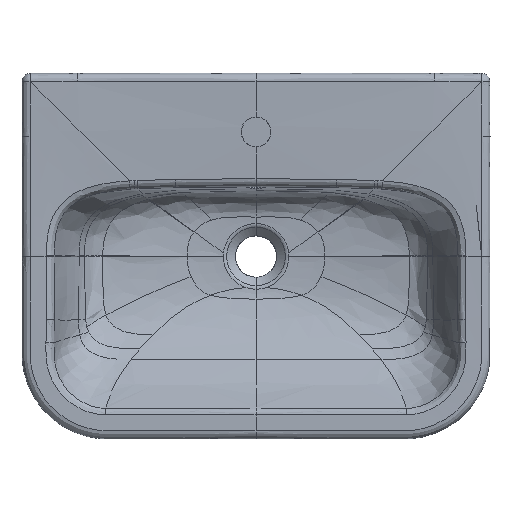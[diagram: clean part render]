
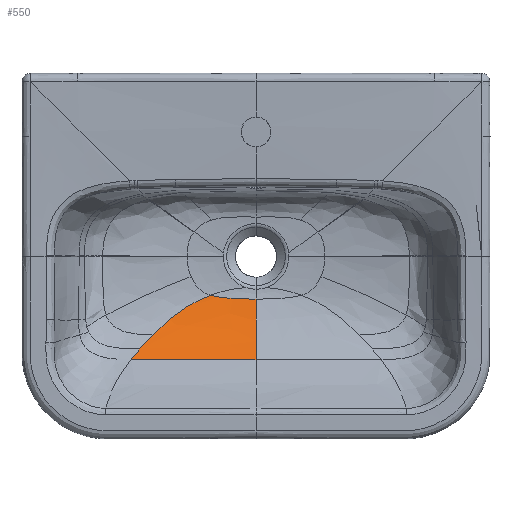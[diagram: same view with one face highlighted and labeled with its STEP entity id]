
A CAD part, top view. The second image highlights one B-rep face of the part: STEP entity #550.
In plain terms, the highlighted free-form (B-spline) face has degree [3, 3] with [8, 7] control points.
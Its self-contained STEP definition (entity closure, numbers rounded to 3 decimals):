
#550=ADVANCED_FACE('',(#1070),#814,.F.);
#814=B_SPLINE_SURFACE_WITH_KNOTS('',3,3,((#23085,#23086,#23087,#23088,#23089,
#23090,#23091),(#23092,#23093,#23094,#23095,#23096,#23097,#23098),(#23099,
#23100,#23101,#23102,#23103,#23104,#23105),(#23106,#23107,#23108,#23109,
#23110,#23111,#23112),(#23113,#23114,#23115,#23116,#23117,#23118,#23119),
(#23120,#23121,#23122,#23123,#23124,#23125,#23126),(#23127,#23128,#23129,
#23130,#23131,#23132,#23133),(#23134,#23135,#23136,#23137,#23138,#23139,
#23140)),.UNSPECIFIED.,.F.,.F.,.F.,(4,1,1,1,1,4),(4,3,4),(0.,0.255,
0.509,0.764,0.891,1.),(0.,0.99,
1.),.UNSPECIFIED.);
#1070=FACE_OUTER_BOUND('',#1412,.T.);
#1412=EDGE_LOOP('',(#2449,#2450,#2451,#2452,#2453,#2454));
#2449=ORIENTED_EDGE('',*,*,#4322,.F.);
#2450=ORIENTED_EDGE('',*,*,#4315,.F.);
#2451=ORIENTED_EDGE('',*,*,#4313,.F.);
#2452=ORIENTED_EDGE('',*,*,#4319,.F.);
#2453=ORIENTED_EDGE('',*,*,#4323,.T.);
#2454=ORIENTED_EDGE('',*,*,#4324,.T.);
#3634=VERTEX_POINT('',#22339);
#3636=VERTEX_POINT('',#22758);
#3637=VERTEX_POINT('',#22872);
#3640=VERTEX_POINT('',#22942);
#3642=VERTEX_POINT('',#23071);
#3643=VERTEX_POINT('',#23076);
#4313=EDGE_CURVE('',#3636,#3634,#5077,.T.);
#4315=EDGE_CURVE('',#3634,#3637,#5079,.T.);
#4319=EDGE_CURVE('',#3640,#3636,#5083,.T.);
#4322=EDGE_CURVE('',#3637,#3642,#5086,.T.);
#4323=EDGE_CURVE('',#3640,#3643,#5087,.T.);
#4324=EDGE_CURVE('',#3643,#3642,#5088,.T.);
#5077=B_SPLINE_CURVE_WITH_KNOTS('',3,(#22759,#22760,#22761,#22762,#22763,
#22764,#22765,#22766,#22767),.UNSPECIFIED.,.F.,.F.,(4,1,1,1,1,1,4),(0.,
0.25,0.5,0.625,0.75,
0.875,1.),.UNSPECIFIED.);
#5079=B_SPLINE_CURVE_WITH_KNOTS('',3,(#22873,#22874,#22875,#22876,#22877,
#22878,#22879,#22880),.UNSPECIFIED.,.F.,.F.,(4,1,1,1,1,4),(0.,0.109,
0.236,0.491,0.745,1.),.UNSPECIFIED.);
#5083=B_SPLINE_CURVE_WITH_KNOTS('',3,(#22943,#22944,#22945,#22946,#22947,
#22948,#22949),.UNSPECIFIED.,.F.,.F.,(4,1,1,1,4),(0.,0.25,
0.5,0.75,1.),.UNSPECIFIED.);
#5086=B_SPLINE_CURVE_WITH_KNOTS('',3,(#23067,#23068,#23069,#23070),
 .UNSPECIFIED.,.F.,.F.,(4,4),(0.,1.),.UNSPECIFIED.);
#5087=B_SPLINE_CURVE_WITH_KNOTS('',3,(#23072,#23073,#23074,#23075),
 .UNSPECIFIED.,.F.,.F.,(4,4),(0.,1.),.UNSPECIFIED.);
#5088=B_SPLINE_CURVE_WITH_KNOTS('',3,(#23077,#23078,#23079,#23080,#23081,
#23082,#23083,#23084),.UNSPECIFIED.,.F.,.F.,(4,1,1,1,1,4),(0.,0.109,
0.236,0.491,0.745,1.),.UNSPECIFIED.);
#22339=CARTESIAN_POINT('',(-53.54,-260.69,-117.357));
#22758=CARTESIAN_POINT('',(-121.64,-307.456,-96.246));
#22759=CARTESIAN_POINT('',(-121.639,-307.456,-96.245));
#22760=CARTESIAN_POINT('',(-117.002,-302.685,-99.122));
#22761=CARTESIAN_POINT('',(-107.248,-293.308,-104.241));
#22762=CARTESIAN_POINT('',(-93.782,-282.51,-109.199));
#22763=CARTESIAN_POINT('',(-82.202,-274.73,-112.383));
#22764=CARTESIAN_POINT('',(-73.102,-269.402,-114.401));
#22765=CARTESIAN_POINT('',(-63.577,-264.655,-116.069));
#22766=CARTESIAN_POINT('',(-56.936,-261.93,-116.962));
#22767=CARTESIAN_POINT('',(-53.54,-260.69,-117.357));
#22872=CARTESIAN_POINT('',(0.,-265.306,-117.357));
#22873=CARTESIAN_POINT('',(-53.54,-260.69,-117.357));
#22874=CARTESIAN_POINT('',(-51.641,-261.195,-117.357));
#22875=CARTESIAN_POINT('',(-47.488,-262.129,-117.357));
#22876=CARTESIAN_POINT('',(-38.776,-263.549,-117.357));
#22877=CARTESIAN_POINT('',(-27.394,-264.618,-117.357));
#22878=CARTESIAN_POINT('',(-13.701,-265.208,-117.357));
#22879=CARTESIAN_POINT('',(-4.567,-265.306,-117.357));
#22880=CARTESIAN_POINT('',(0.,-265.306,-117.357));
#22942=CARTESIAN_POINT('',(-136.547,-323.9,-85.169));
#22943=CARTESIAN_POINT('',(-136.547,-323.899,-85.168));
#22944=CARTESIAN_POINT('',(-135.378,-322.527,-86.2));
#22945=CARTESIAN_POINT('',(-133.006,-319.778,-88.208));
#22946=CARTESIAN_POINT('',(-129.336,-315.652,-91.056));
#22947=CARTESIAN_POINT('',(-125.555,-311.537,-93.742));
#22948=CARTESIAN_POINT('',(-122.957,-308.812,-95.428));
#22949=CARTESIAN_POINT('',(-121.639,-307.456,-96.245));
#23067=CARTESIAN_POINT('',(0.,-265.306,-117.357));
#23068=CARTESIAN_POINT('',(0.004,-292.133,-108.813));
#23069=CARTESIAN_POINT('',(0.004,-315.568,-93.742));
#23070=CARTESIAN_POINT('',(0.003,-336.363,-74.87));
#23071=CARTESIAN_POINT('',(0.,-336.363,-74.87));
#23072=CARTESIAN_POINT('',(-136.547,-323.9,-85.169));
#23073=CARTESIAN_POINT('',(-140.127,-328.104,-82.006));
#23074=CARTESIAN_POINT('',(-143.538,-332.284,-78.579));
#23075=CARTESIAN_POINT('',(-146.789,-336.371,-74.87));
#23076=CARTESIAN_POINT('',(-146.789,-336.371,-74.87));
#23077=CARTESIAN_POINT('',(-146.789,-336.371,-74.87));
#23078=CARTESIAN_POINT('',(-141.459,-336.37,-74.87));
#23079=CARTESIAN_POINT('',(-129.902,-336.369,-74.87));
#23080=CARTESIAN_POINT('',(-105.887,-336.368,-74.869));
#23081=CARTESIAN_POINT('',(-74.745,-336.366,-74.869));
#23082=CARTESIAN_POINT('',(-37.374,-336.364,-74.869));
#23083=CARTESIAN_POINT('',(-12.46,-336.363,-74.87));
#23084=CARTESIAN_POINT('',(-0.003,-336.363,-74.87));
#23085=CARTESIAN_POINT('',(-0.003,-336.363,-74.87));
#23086=CARTESIAN_POINT('',(-0.004,-315.568,-93.742));
#23087=CARTESIAN_POINT('',(-0.004,-292.133,-108.813));
#23088=CARTESIAN_POINT('',(0.,-265.306,-117.357));
#23089=CARTESIAN_POINT('',(0.,-265.038,-117.442));
#23090=CARTESIAN_POINT('',(0.,-264.769,-117.528));
#23091=CARTESIAN_POINT('',(0.,-264.501,-117.613));
#23092=CARTESIAN_POINT('',(-12.46,-336.363,-74.87));
#23093=CARTESIAN_POINT('',(-10.566,-315.013,-94.246));
#23094=CARTESIAN_POINT('',(-8.025,-291.003,-109.173));
#23095=CARTESIAN_POINT('',(-4.567,-265.306,-117.357));
#23096=CARTESIAN_POINT('',(-4.532,-265.049,-117.439));
#23097=CARTESIAN_POINT('',(-4.498,-264.792,-117.52));
#23098=CARTESIAN_POINT('',(-4.463,-264.535,-117.602));
#23099=CARTESIAN_POINT('',(-37.374,-336.364,-74.869));
#23100=CARTESIAN_POINT('',(-31.69,-313.883,-95.271));
#23101=CARTESIAN_POINT('',(-24.068,-288.723,-110.034));
#23102=CARTESIAN_POINT('',(-13.701,-265.208,-117.357));
#23103=CARTESIAN_POINT('',(-13.598,-264.972,-117.43));
#23104=CARTESIAN_POINT('',(-13.494,-264.737,-117.503));
#23105=CARTESIAN_POINT('',(-13.39,-264.502,-117.576));
#23106=CARTESIAN_POINT('',(-74.745,-336.366,-74.869));
#23107=CARTESIAN_POINT('',(-63.371,-312.109,-96.882));
#23108=CARTESIAN_POINT('',(-48.142,-285.013,-111.409));
#23109=CARTESIAN_POINT('',(-27.394,-264.618,-117.357));
#23110=CARTESIAN_POINT('',(-27.186,-264.414,-117.416));
#23111=CARTESIAN_POINT('',(-26.979,-264.21,-117.476));
#23112=CARTESIAN_POINT('',(-26.771,-264.006,-117.535));
#23113=CARTESIAN_POINT('',(-105.887,-336.368,-74.869));
#23114=CARTESIAN_POINT('',(-89.764,-310.526,-98.32));
#23115=CARTESIAN_POINT('',(-68.184,-281.421,-112.264));
#23116=CARTESIAN_POINT('',(-38.776,-263.549,-117.357));
#23117=CARTESIAN_POINT('',(-38.482,-263.37,-117.408));
#23118=CARTESIAN_POINT('',(-38.188,-263.192,-117.459));
#23119=CARTESIAN_POINT('',(-37.894,-263.013,-117.509));
#23120=CARTESIAN_POINT('',(-129.902,-336.369,-74.87));
#23121=CARTESIAN_POINT('',(-110.095,-309.197,-99.528));
#23122=CARTESIAN_POINT('',(-83.577,-278.185,-112.595));
#23123=CARTESIAN_POINT('',(-47.488,-262.129,-117.357));
#23124=CARTESIAN_POINT('',(-47.127,-261.969,-117.404));
#23125=CARTESIAN_POINT('',(-46.766,-261.808,-117.452));
#23126=CARTESIAN_POINT('',(-46.405,-261.647,-117.5));
#23127=CARTESIAN_POINT('',(-141.459,-336.37,-74.87));
#23128=CARTESIAN_POINT('',(-119.866,-308.512,-100.151));
#23129=CARTESIAN_POINT('',(-90.951,-276.445,-112.631));
#23130=CARTESIAN_POINT('',(-51.641,-261.195,-117.357));
#23131=CARTESIAN_POINT('',(-51.248,-261.042,-117.404));
#23132=CARTESIAN_POINT('',(-50.855,-260.89,-117.451));
#23133=CARTESIAN_POINT('',(-50.462,-260.737,-117.498));
#23134=CARTESIAN_POINT('',(-146.789,-336.371,-74.87));
#23135=CARTESIAN_POINT('',(-124.367,-308.182,-100.451));
#23136=CARTESIAN_POINT('',(-94.339,-275.592,-112.616));
#23137=CARTESIAN_POINT('',(-53.54,-260.69,-117.357));
#23138=CARTESIAN_POINT('',(-53.132,-260.541,-117.404));
#23139=CARTESIAN_POINT('',(-52.724,-260.392,-117.452));
#23140=CARTESIAN_POINT('',(-52.316,-260.243,-117.499));
